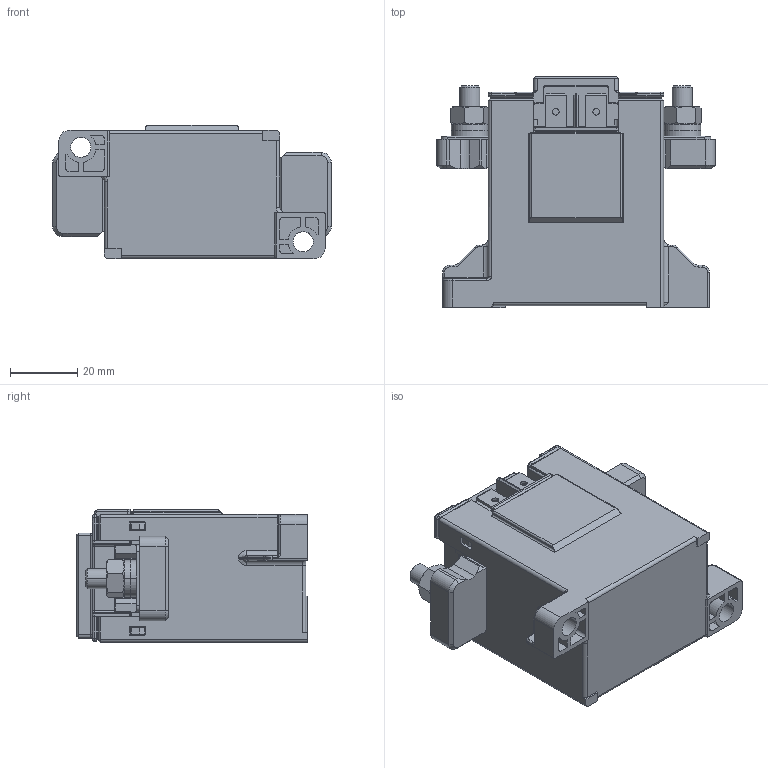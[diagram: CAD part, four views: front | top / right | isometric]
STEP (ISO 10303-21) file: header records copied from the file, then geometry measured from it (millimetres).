
FILE_DESCRIPTION((''),'2;1');
FILE_NAME('200_A_20221128_ASM_1_ASM_1_ASM','2023-01-11T15:13:10',('dell'),(''),'CREO PARAMETRIC BY PTC INC, 2022073','CREO PARAMETRIC BY PTC INC, 2022073','');
FILE_SCHEMA(('CONFIG_CONTROL_DESIGN'));
Length unit declared in the file: millimetre
Products named in the file (16): PRT0021_2_1_1_1; ASM0005_ASM_2_ASM_1_ASM_1_ASM_1_ASM; ASM0003_ASM_1_ASM_1_ASM_1_ASM_1_ASM; PRT0005_4_1_1_1_1; PRT0005_4_1_2_1_1; PRT0005_4_1_ASM_1_ASM_1_ASM; PRT0007_2_1_1_1; PRT0016_4_1_1_1; ASM0004_ASM_2_ASM_1_ASM_1_ASM_1_ASM; PRT0017_4_1_1_1; ISO4017-M6X20-5_6_2_1_1_1; DINENISO7092-6_1_1_1_1; ISO4032-M6-6_1_1_1_1; ASM0001_ASM_32_ASM_1_ASM_1_ASM__ASM; 1598_1_1; 200_A_20221128_ASM_1_ASM_1_ASM
Assembly tree (22 placements, depth 5):
  200_A_20221128_ASM_1_ASM_1_ASM
    ASM0001_ASM_32_ASM_1_ASM_1_ASM__ASM
      ASM0003_ASM_1_ASM_1_ASM_1_ASM_1_ASM
        ASM0005_ASM_2_ASM_1_ASM_1_ASM_1_ASM
          PRT0021_2_1_1_1  x2
      ASM0004_ASM_2_ASM_1_ASM_1_ASM_1_ASM
        PRT0005_4_1_ASM_1_ASM_1_ASM
          PRT0005_4_1_1_1_1
          PRT0005_4_1_2_1_1
        PRT0007_2_1_1_1  x2
        PRT0016_4_1_1_1
      PRT0017_4_1_1_1
      ISO4017-M6X20-5_6_2_1_1_1  x2
      DINENISO7092-6_1_1_1_1  x4
      ISO4032-M6-6_1_1_1_1  x2
    1598_1_1
Bounding box: 82.6 x 68.5 x 39.5 mm (x, y, z)
Volume: 127045.5 mm3; surface area: 42659.1 mm2
Topology: 17 solids, 19 shells, 1211 faces, 3238 edges, 2063 vertices
Faces by surface type: plane 720, cylinder 307, cone 106, torus 53, bspline 21, sphere 4
Entity records: 36399 total; most frequent: CARTESIAN_POINT 7699, ORIENTED_EDGE 5992, DIRECTION 5924, EDGE_CURVE 2998, VECTOR 2156, LINE 2156, VERTEX_POINT 1917, AXIS2_PLACEMENT_3D 1884
